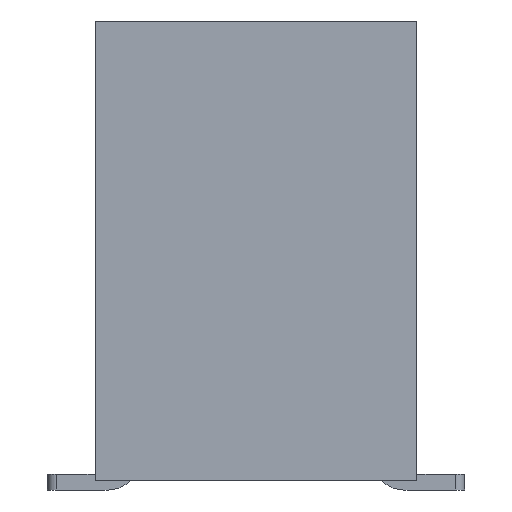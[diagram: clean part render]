
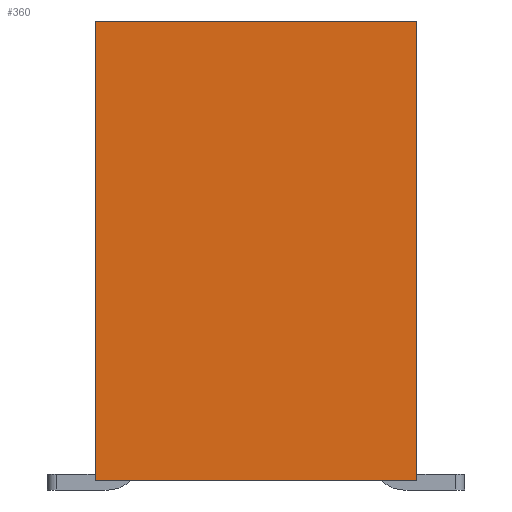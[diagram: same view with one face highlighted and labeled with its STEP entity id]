
A CAD part, left-side view. The second image highlights one B-rep face of the part: STEP entity #360.
In plain terms, the highlighted planar face has unit normal (-1, 0, 0).
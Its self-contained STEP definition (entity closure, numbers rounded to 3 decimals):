
#360=ADVANCED_FACE('',(#1698),#1042,.T.);
#1042=PLANE('',#13219);
#1698=FACE_OUTER_BOUND('',#2430,.T.);
#2430=EDGE_LOOP('',(#3556,#3557,#3558,#3559));
#3556=ORIENTED_EDGE('',*,*,#8432,.T.);
#3557=ORIENTED_EDGE('',*,*,#8393,.T.);
#3558=ORIENTED_EDGE('',*,*,#8463,.F.);
#3559=ORIENTED_EDGE('',*,*,#8464,.T.);
#7187=VERTEX_POINT('',#18230);
#7189=VERTEX_POINT('',#18234);
#7222=VERTEX_POINT('',#18308);
#7246=VERTEX_POINT('',#18364);
#8393=EDGE_CURVE('',#7187,#7189,#10251,.T.);
#8432=EDGE_CURVE('',#7222,#7187,#10290,.T.);
#8463=EDGE_CURVE('',#7246,#7189,#10321,.T.);
#8464=EDGE_CURVE('',#7246,#7222,#10322,.T.);
#10251=LINE('',#18235,#11901);
#10290=LINE('',#18307,#11940);
#10321=LINE('',#18363,#11971);
#10322=LINE('',#18365,#11972);
#11901=VECTOR('',#14468,1.);
#11940=VECTOR('',#14509,1.);
#11971=VECTOR('',#14542,1.);
#11972=VECTOR('',#14543,1.);
#13219=AXIS2_PLACEMENT_3D('',#18366,#14544,#14545);
#14468=DIRECTION('',(0.,1.,0.));
#14509=DIRECTION('',(0.,0.,1.));
#14542=DIRECTION('',(0.,0.,1.));
#14543=DIRECTION('',(0.,-1.,0.));
#14544=DIRECTION('',(-1.,0.,0.));
#14545=DIRECTION('',(0.,0.,1.));
#18230=CARTESIAN_POINT('',(0.,0.,6.8));
#18234=CARTESIAN_POINT('',(0.,5.08,6.8));
#18235=CARTESIAN_POINT('',(0.,2.54,6.8));
#18307=CARTESIAN_POINT('',(0.,0.,0.));
#18308=CARTESIAN_POINT('',(0.,0.,-0.45));
#18363=CARTESIAN_POINT('',(0.,5.08,0.));
#18364=CARTESIAN_POINT('',(0.,5.08,-0.45));
#18365=CARTESIAN_POINT('',(0.,5.08,-0.45));
#18366=CARTESIAN_POINT('',(0.,2.54,0.));
